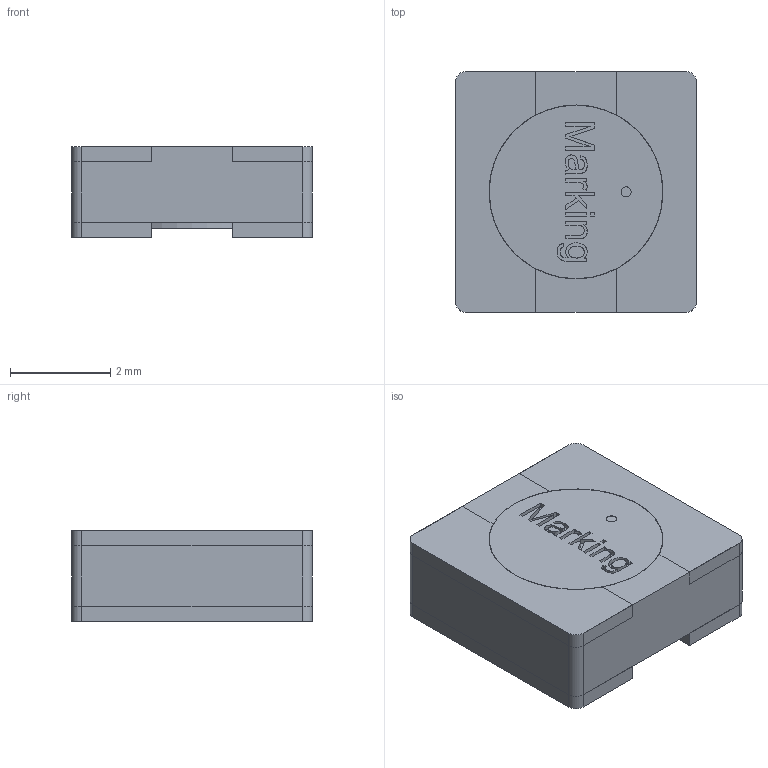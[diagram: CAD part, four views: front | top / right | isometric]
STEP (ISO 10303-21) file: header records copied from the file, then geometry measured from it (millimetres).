
FILE_DESCRIPTION( ( 'Unknown' ), '1' );
FILE_NAME( '744042xxx.stp', 'Unknown', ( 'Unknown' ), ( 'Unknown' ), 'PSStep 13.0', 'Unknown', ' ' );
FILE_SCHEMA( ( 'AUTOMOTIVE_DESIGN { 1 0 10303 214 1 1 1 1 }' ) );
Length unit declared in the file: millimetre
Products named in the file (7): Assem1; base; Lötstreifen
Bounding box: 4.8 x 4.8 x 1.8 mm (x, y, z)
Surface area: 336.6 mm2
Topology: 12 solids, 12 shells, 292 faces, 706 edges, 466 vertices
Faces by surface type: plane 196, cylinder 48, extrusion 32, torus 12, bspline 4
Full cylindrical faces by diameter (mm): 0.18 x12, 0.2 x2, 1.6 x2, 3.46 x2, 3.47 x2
Entity records: 6436 total; most frequent: CARTESIAN_POINT 2059, ORIENTED_EDGE 662, DIRECTION 543, EDGE_CURVE 331, VERTEX_POINT 230, AXIS2_PLACEMENT_3D 187, EDGE_LOOP 181, VECTOR 169
